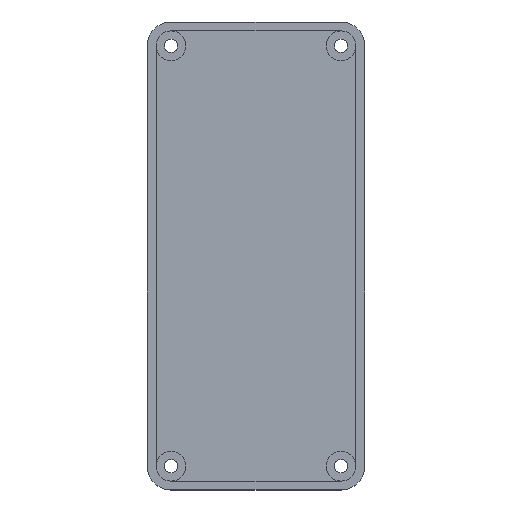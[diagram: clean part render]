
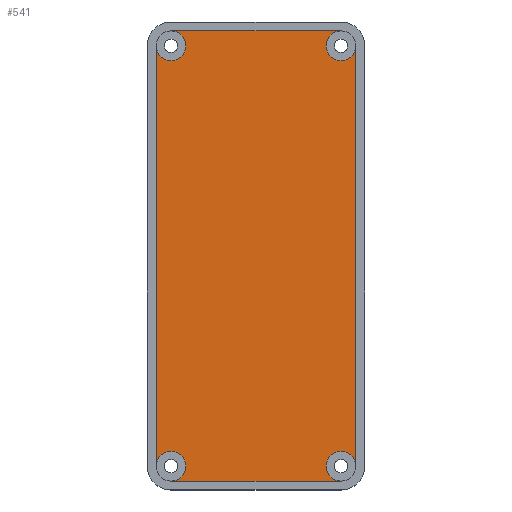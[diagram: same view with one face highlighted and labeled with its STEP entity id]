
A CAD part, top view. The second image highlights one B-rep face of the part: STEP entity #541.
In plain terms, the highlighted planar face has unit normal (0, 0, 1).
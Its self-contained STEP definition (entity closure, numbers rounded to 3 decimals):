
#34=PLANE('',#606);
#58=FACE_OUTER_BOUND('',#91,.T.);
#91=EDGE_LOOP('',(#449,#450,#451,#452,#453,#454,#455,#456));
#112=LINE('',#815,#156);
#118=LINE('',#831,#162);
#123=LINE('',#841,#167);
#129=LINE('',#857,#173);
#156=VECTOR('',#642,10.);
#162=VECTOR('',#656,10.);
#167=VECTOR('',#663,10.);
#173=VECTOR('',#677,10.);
#214=CIRCLE('',#601,2.);
#218=CIRCLE('',#607,2.);
#219=CIRCLE('',#608,2.);
#220=CIRCLE('',#609,2.);
#234=VERTEX_POINT('',#813);
#235=VERTEX_POINT('',#814);
#240=VERTEX_POINT('',#829);
#241=VERTEX_POINT('',#830);
#244=VERTEX_POINT('',#839);
#245=VERTEX_POINT('',#840);
#250=VERTEX_POINT('',#855);
#251=VERTEX_POINT('',#856);
#282=EDGE_CURVE('',#234,#235,#112,.T.);
#290=EDGE_CURVE('',#240,#241,#118,.T.);
#295=EDGE_CURVE('',#244,#245,#123,.T.);
#303=EDGE_CURVE('',#250,#251,#129,.T.);
#334=EDGE_CURVE('',#235,#244,#214,.T.);
#338=EDGE_CURVE('',#241,#234,#218,.T.);
#339=EDGE_CURVE('',#245,#250,#219,.T.);
#340=EDGE_CURVE('',#251,#240,#220,.T.);
#449=ORIENTED_EDGE('',*,*,#338,.T.);
#450=ORIENTED_EDGE('',*,*,#282,.T.);
#451=ORIENTED_EDGE('',*,*,#334,.T.);
#452=ORIENTED_EDGE('',*,*,#295,.T.);
#453=ORIENTED_EDGE('',*,*,#339,.T.);
#454=ORIENTED_EDGE('',*,*,#303,.T.);
#455=ORIENTED_EDGE('',*,*,#340,.T.);
#456=ORIENTED_EDGE('',*,*,#290,.T.);
#541=ADVANCED_FACE('',(#58),#34,.T.);
#601=AXIS2_PLACEMENT_3D('',#917,#740,#741);
#606=AXIS2_PLACEMENT_3D('',#923,#750,#751);
#607=AXIS2_PLACEMENT_3D('',#924,#752,#753);
#608=AXIS2_PLACEMENT_3D('',#925,#754,#755);
#609=AXIS2_PLACEMENT_3D('',#926,#756,#757);
#642=DIRECTION('',(0.,-1.,0.));
#656=DIRECTION('',(-1.,0.,0.));
#663=DIRECTION('',(1.,0.,0.));
#677=DIRECTION('',(0.,1.,0.));
#740=DIRECTION('center_axis',(0.,0.,-1.));
#741=DIRECTION('ref_axis',(-1.,0.,0.));
#750=DIRECTION('center_axis',(0.,0.,1.));
#751=DIRECTION('ref_axis',(1.,0.,0.));
#752=DIRECTION('center_axis',(0.,0.,-1.));
#753=DIRECTION('ref_axis',(-1.,0.,0.));
#754=DIRECTION('center_axis',(0.,0.,-1.));
#755=DIRECTION('ref_axis',(-1.,0.,0.));
#756=DIRECTION('center_axis',(0.,0.,-1.));
#757=DIRECTION('ref_axis',(-1.,0.,0.));
#813=CARTESIAN_POINT('',(-13.43,28.258,1.2));
#814=CARTESIAN_POINT('',(-13.43,-28.258,1.2));
#815=CARTESIAN_POINT('',(-13.43,-30.258,1.2));
#829=CARTESIAN_POINT('',(11.43,30.258,1.2));
#830=CARTESIAN_POINT('',(-11.43,30.258,1.2));
#831=CARTESIAN_POINT('',(-13.43,30.258,1.2));
#839=CARTESIAN_POINT('',(-11.43,-30.258,1.2));
#840=CARTESIAN_POINT('',(11.43,-30.258,1.2));
#841=CARTESIAN_POINT('',(13.43,-30.258,1.2));
#855=CARTESIAN_POINT('',(13.43,-28.258,1.2));
#856=CARTESIAN_POINT('',(13.43,28.258,1.2));
#857=CARTESIAN_POINT('',(13.43,30.258,1.2));
#917=CARTESIAN_POINT('Origin',(-11.43,-28.258,1.2));
#923=CARTESIAN_POINT('Origin',(0.,0.,
1.2));
#924=CARTESIAN_POINT('Origin',(-11.43,28.258,1.2));
#925=CARTESIAN_POINT('Origin',(11.43,-28.258,1.2));
#926=CARTESIAN_POINT('Origin',(11.43,28.258,1.2));
